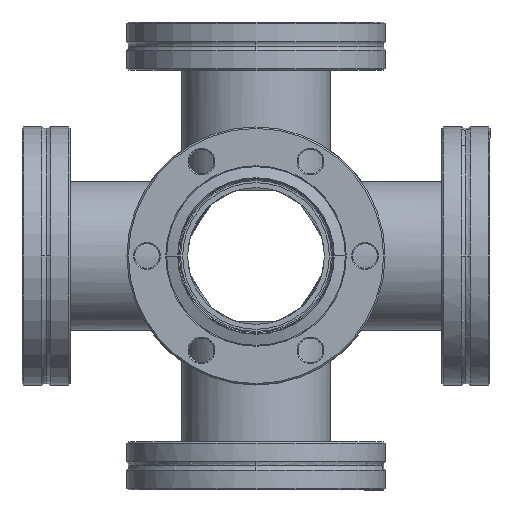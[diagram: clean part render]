
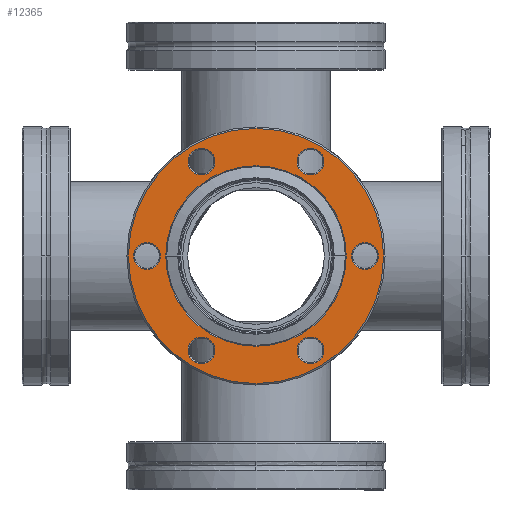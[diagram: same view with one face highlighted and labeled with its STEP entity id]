
A CAD part, front view. The second image highlights one B-rep face of the part: STEP entity #12365.
In plain terms, the highlighted planar face has unit normal (0, -1, 0).
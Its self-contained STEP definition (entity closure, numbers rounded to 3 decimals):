
#11233=CARTESIAN_POINT('',(0.,-63.,34.35));
#11234=VERTEX_POINT('',#11233);
#11248=CARTESIAN_POINT('',(0.,-63.,-34.35));
#11249=VERTEX_POINT('',#11248);
#11256=CARTESIAN_POINT('',(0.,-63.,0.));
#11257=DIRECTION('',(0.0,1.0,0.0));
#11258=DIRECTION('',(0.0,0.0,1.0));
#11259=AXIS2_PLACEMENT_3D('',#11256,#11257,#11258);
#11260=CIRCLE('',#11259,34.35);
#11261=EDGE_CURVE('',#11249,#11234,#11260,.T.);
#11273=CARTESIAN_POINT('',(-11.075,-63.,-25.418));
#11274=VERTEX_POINT('',#11273);
#11290=CARTESIAN_POINT('',(-18.275,-63.,-25.418));
#11291=VERTEX_POINT('',#11290);
#11298=CARTESIAN_POINT('',(-14.675,-63.,-25.418));
#11299=DIRECTION('',(0.0,-1.0,0.0));
#11300=DIRECTION('',(1.0,0.0,0.0));
#11301=AXIS2_PLACEMENT_3D('',#11298,#11299,#11300);
#11302=CIRCLE('',#11301,3.6);
#11303=EDGE_CURVE('',#11291,#11274,#11302,.T.);
#11412=CARTESIAN_POINT('',(16.475,-63.,-22.3));
#11413=VERTEX_POINT('',#11412);
#11429=CARTESIAN_POINT('',(12.875,-63.,-28.536));
#11430=VERTEX_POINT('',#11429);
#11437=CARTESIAN_POINT('',(14.675,-63.,-25.418));
#11438=DIRECTION('',(0.,-1.0,0.));
#11439=DIRECTION('',(0.5,0.,0.866));
#11440=AXIS2_PLACEMENT_3D('',#11437,#11438,#11439);
#11441=CIRCLE('',#11440,3.6);
#11442=EDGE_CURVE('',#11430,#11413,#11441,.T.);
#11551=CARTESIAN_POINT('',(27.55,-63.0,3.118));
#11552=VERTEX_POINT('',#11551);
#11568=CARTESIAN_POINT('',(31.15,-63.,-3.118));
#11569=VERTEX_POINT('',#11568);
#11576=CARTESIAN_POINT('',(29.35,-63.,0.));
#11577=DIRECTION('',(0.,-1.,0.));
#11578=DIRECTION('',(-0.5,0.,0.866));
#11579=AXIS2_PLACEMENT_3D('',#11576,#11577,#11578);
#11580=CIRCLE('',#11579,3.6);
#11581=EDGE_CURVE('',#11569,#11552,#11580,.T.);
#11690=CARTESIAN_POINT('',(11.075,-63.,25.418));
#11691=VERTEX_POINT('',#11690);
#11707=CARTESIAN_POINT('',(18.275,-63.,25.418));
#11708=VERTEX_POINT('',#11707);
#11715=CARTESIAN_POINT('',(14.675,-63.,25.418));
#11716=DIRECTION('',(0.0,-1.0,0.0));
#11717=DIRECTION('',(-1.0,0.0,0.0));
#11718=AXIS2_PLACEMENT_3D('',#11715,#11716,#11717);
#11719=CIRCLE('',#11718,3.6);
#11720=EDGE_CURVE('',#11708,#11691,#11719,.T.);
#11829=CARTESIAN_POINT('',(-16.475,-63.,22.3));
#11830=VERTEX_POINT('',#11829);
#11846=CARTESIAN_POINT('',(-12.875,-63.,28.536));
#11847=VERTEX_POINT('',#11846);
#11854=CARTESIAN_POINT('',(-14.675,-63.,25.418));
#11855=DIRECTION('',(0.,-1.0,0.));
#11856=DIRECTION('',(-0.5,0.,-0.866));
#11857=AXIS2_PLACEMENT_3D('',#11854,#11855,#11856);
#11858=CIRCLE('',#11857,3.6);
#11859=EDGE_CURVE('',#11847,#11830,#11858,.T.);
#11968=CARTESIAN_POINT('',(-27.55,-63.,-3.118));
#11969=VERTEX_POINT('',#11968);
#11985=CARTESIAN_POINT('',(-31.15,-63.,3.118));
#11986=VERTEX_POINT('',#11985);
#11993=CARTESIAN_POINT('',(-29.35,-63.,0.));
#11994=DIRECTION('',(0.,-1.0,0.));
#11995=DIRECTION('',(0.5,0.,-0.866));
#11996=AXIS2_PLACEMENT_3D('',#11993,#11994,#11995);
#11997=CIRCLE('',#11996,3.6);
#11998=EDGE_CURVE('',#11986,#11969,#11997,.T.);
#12209=CARTESIAN_POINT('',(0.,-63.0,24.3));
#12210=VERTEX_POINT('',#12209);
#12217=CARTESIAN_POINT('',(0.,-63.,-24.3));
#12218=VERTEX_POINT('',#12217);
#12219=CARTESIAN_POINT('',(0.,-63.,0.));
#12220=DIRECTION('',(0.0,-1.0,0.0));
#12221=DIRECTION('',(0.0,0.0,1.0));
#12222=AXIS2_PLACEMENT_3D('',#12219,#12220,#12221);
#12223=CIRCLE('',#12222,24.3);
#12224=EDGE_CURVE('',#12210,#12218,#12223,.T.);
#12276=CARTESIAN_POINT('',(0.,-63.,0.));
#12277=DIRECTION('',(0.0,-1.0,0.0));
#12278=DIRECTION('',(0.0,0.0,1.0));
#12279=AXIS2_PLACEMENT_3D('',#12276,#12277,#12278);
#12280=CIRCLE('',#12279,24.3);
#12281=EDGE_CURVE('',#12218,#12210,#12280,.T.);
#12286=CARTESIAN_POINT('',(0.,-63.,-29.425));
#12287=DIRECTION('',(0.0,-1.0,0.0));
#12288=DIRECTION('',(-1.0,0.0,0.0));
#12289=AXIS2_PLACEMENT_3D('',#12286,#12287,#12288);
#12290=PLANE('',#12289);
#12291=ORIENTED_EDGE('',*,*,#11261,.F.);
#12292=CARTESIAN_POINT('',(0.,-63.,0.));
#12293=DIRECTION('',(0.0,1.0,0.0));
#12294=DIRECTION('',(0.0,0.0,1.0));
#12295=AXIS2_PLACEMENT_3D('',#12292,#12293,#12294);
#12296=CIRCLE('',#12295,34.35);
#12297=EDGE_CURVE('',#11234,#11249,#12296,.T.);
#12298=ORIENTED_EDGE('',*,*,#12297,.F.);
#12299=EDGE_LOOP('',(#12291,#12298));
#12300=FACE_OUTER_BOUND('',#12299,.T.);
#12301=ORIENTED_EDGE('',*,*,#11998,.F.);
#12302=CARTESIAN_POINT('',(-29.35,-63.,0.));
#12303=DIRECTION('',(0.,-1.0,0.));
#12304=DIRECTION('',(0.5,0.,-0.866));
#12305=AXIS2_PLACEMENT_3D('',#12302,#12303,#12304);
#12306=CIRCLE('',#12305,3.6);
#12307=EDGE_CURVE('',#11969,#11986,#12306,.T.);
#12308=ORIENTED_EDGE('',*,*,#12307,.F.);
#12309=EDGE_LOOP('',(#12301,#12308));
#12310=FACE_BOUND('',#12309,.T.);
#12311=ORIENTED_EDGE('',*,*,#11720,.F.);
#12312=CARTESIAN_POINT('',(14.675,-63.,25.418));
#12313=DIRECTION('',(0.0,-1.0,0.0));
#12314=DIRECTION('',(-1.0,0.0,0.0));
#12315=AXIS2_PLACEMENT_3D('',#12312,#12313,#12314);
#12316=CIRCLE('',#12315,3.6);
#12317=EDGE_CURVE('',#11691,#11708,#12316,.T.);
#12318=ORIENTED_EDGE('',*,*,#12317,.F.);
#12319=EDGE_LOOP('',(#12311,#12318));
#12320=FACE_BOUND('',#12319,.T.);
#12321=ORIENTED_EDGE('',*,*,#11442,.F.);
#12322=CARTESIAN_POINT('',(14.675,-63.,-25.418));
#12323=DIRECTION('',(0.,-1.0,0.));
#12324=DIRECTION('',(0.5,0.,0.866));
#12325=AXIS2_PLACEMENT_3D('',#12322,#12323,#12324);
#12326=CIRCLE('',#12325,3.6);
#12327=EDGE_CURVE('',#11413,#11430,#12326,.T.);
#12328=ORIENTED_EDGE('',*,*,#12327,.F.);
#12329=EDGE_LOOP('',(#12321,#12328));
#12330=FACE_BOUND('',#12329,.T.);
#12331=ORIENTED_EDGE('',*,*,#11303,.F.);
#12332=CARTESIAN_POINT('',(-14.675,-63.,-25.418));
#12333=DIRECTION('',(0.0,-1.0,0.0));
#12334=DIRECTION('',(1.0,0.0,0.0));
#12335=AXIS2_PLACEMENT_3D('',#12332,#12333,#12334);
#12336=CIRCLE('',#12335,3.6);
#12337=EDGE_CURVE('',#11274,#11291,#12336,.T.);
#12338=ORIENTED_EDGE('',*,*,#12337,.F.);
#12339=EDGE_LOOP('',(#12331,#12338));
#12340=FACE_BOUND('',#12339,.T.);
#12341=ORIENTED_EDGE('',*,*,#11581,.F.);
#12342=CARTESIAN_POINT('',(29.35,-63.,0.));
#12343=DIRECTION('',(0.,-1.,0.));
#12344=DIRECTION('',(-0.5,0.,0.866));
#12345=AXIS2_PLACEMENT_3D('',#12342,#12343,#12344);
#12346=CIRCLE('',#12345,3.6);
#12347=EDGE_CURVE('',#11552,#11569,#12346,.T.);
#12348=ORIENTED_EDGE('',*,*,#12347,.F.);
#12349=EDGE_LOOP('',(#12341,#12348));
#12350=FACE_BOUND('',#12349,.T.);
#12351=ORIENTED_EDGE('',*,*,#11859,.F.);
#12352=CARTESIAN_POINT('',(-14.675,-63.,25.418));
#12353=DIRECTION('',(0.,-1.0,0.));
#12354=DIRECTION('',(-0.5,0.,-0.866));
#12355=AXIS2_PLACEMENT_3D('',#12352,#12353,#12354);
#12356=CIRCLE('',#12355,3.6);
#12357=EDGE_CURVE('',#11830,#11847,#12356,.T.);
#12358=ORIENTED_EDGE('',*,*,#12357,.F.);
#12359=EDGE_LOOP('',(#12351,#12358));
#12360=FACE_BOUND('',#12359,.T.);
#12361=ORIENTED_EDGE('',*,*,#12281,.F.);
#12362=ORIENTED_EDGE('',*,*,#12224,.F.);
#12363=EDGE_LOOP('',(#12361,#12362));
#12364=FACE_BOUND('',#12363,.T.);
#12365=ADVANCED_FACE('',(#12300,#12310,#12320,#12330,#12340,#12350,#12360,#12364),#12290,.T.);
